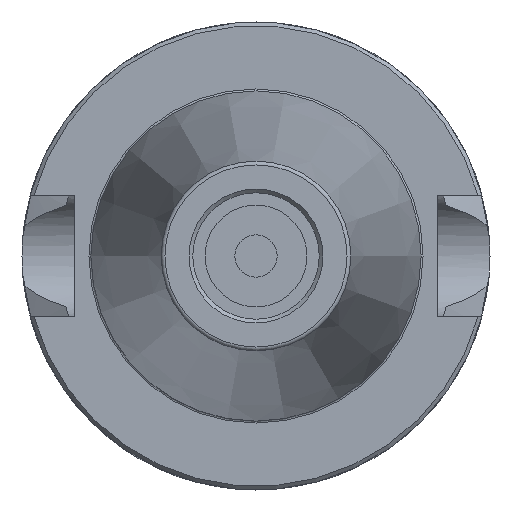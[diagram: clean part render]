
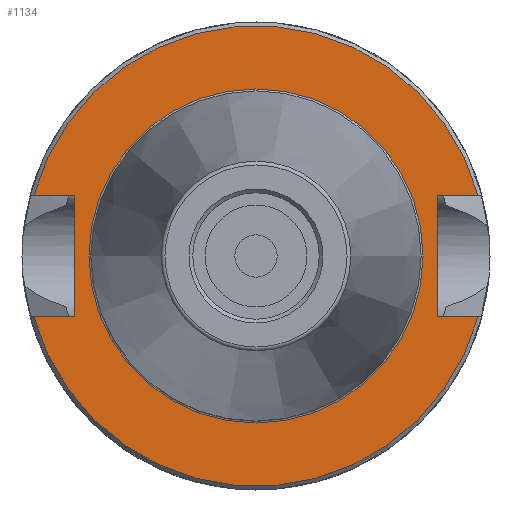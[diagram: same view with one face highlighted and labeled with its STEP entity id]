
A CAD part, left-side view. The second image highlights one B-rep face of the part: STEP entity #1134.
In plain terms, the highlighted planar face has unit normal (-1, 0, 0).
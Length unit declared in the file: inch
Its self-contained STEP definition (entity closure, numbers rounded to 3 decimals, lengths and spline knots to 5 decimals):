
#34=FACE_BOUND('',#381,.T.);
#148=LINE('',#1855,#213);
#154=LINE('',#1868,#219);
#156=LINE('',#1880,#221);
#158=LINE('',#1942,#223);
#164=LINE('',#1955,#229);
#167=LINE('',#1969,#232);
#213=VECTOR('',#1500,39.37008);
#219=VECTOR('',#1508,39.37008);
#221=VECTOR('',#1512,39.37008);
#223=VECTOR('',#1520,39.37008);
#229=VECTOR('',#1528,39.37008);
#232=VECTOR('',#1533,39.37008);
#310=FACE_OUTER_BOUND('',#380,.T.);
#380=EDGE_LOOP('',(#992,#993,#994,#995,#996,#997,#998,#999));
#381=EDGE_LOOP('',(#1000));
#428=CIRCLE('',#1253,0.885);
#441=CIRCLE('',#1275,1.22);
#444=CIRCLE('',#1279,1.22);
#512=VERTEX_POINT('',#1849);
#513=VERTEX_POINT('',#1854);
#518=VERTEX_POINT('',#1865);
#519=VERTEX_POINT('',#1867);
#530=VERTEX_POINT('',#1936);
#531=VERTEX_POINT('',#1941);
#536=VERTEX_POINT('',#1952);
#537=VERTEX_POINT('',#1954);
#547=VERTEX_POINT('',#2021);
#648=EDGE_CURVE('',#512,#513,#148,.T.);
#654=EDGE_CURVE('',#518,#519,#154,.T.);
#658=EDGE_CURVE('',#513,#518,#156,.T.);
#669=EDGE_CURVE('',#531,#530,#158,.T.);
#675=EDGE_CURVE('',#537,#536,#164,.T.);
#680=EDGE_CURVE('',#531,#536,#167,.T.);
#690=EDGE_CURVE('',#547,#547,#428,.T.);
#708=EDGE_CURVE('',#512,#537,#441,.T.);
#711=EDGE_CURVE('',#530,#519,#444,.T.);
#992=ORIENTED_EDGE('',*,*,#654,.F.);
#993=ORIENTED_EDGE('',*,*,#658,.F.);
#994=ORIENTED_EDGE('',*,*,#648,.F.);
#995=ORIENTED_EDGE('',*,*,#708,.T.);
#996=ORIENTED_EDGE('',*,*,#675,.T.);
#997=ORIENTED_EDGE('',*,*,#680,.F.);
#998=ORIENTED_EDGE('',*,*,#669,.T.);
#999=ORIENTED_EDGE('',*,*,#711,.T.);
#1000=ORIENTED_EDGE('',*,*,#690,.T.);
#1077=PLANE('',#1280);
#1134=ADVANCED_FACE('',(#310,#34),#1077,.F.);
#1253=AXIS2_PLACEMENT_3D('',#2022,#1547,#1548);
#1275=AXIS2_PLACEMENT_3D('',#2059,#1596,#1597);
#1279=AXIS2_PLACEMENT_3D('',#2063,#1604,#1605);
#1280=AXIS2_PLACEMENT_3D('',#2064,#1606,#1607);
#1500=DIRECTION('',(0.,-1.,0.));
#1508=DIRECTION('',(0.,1.,0.));
#1512=DIRECTION('',(0.,0.,1.));
#1520=DIRECTION('',(0.,-1.,0.));
#1528=DIRECTION('',(0.,1.,0.));
#1533=DIRECTION('',(0.,0.,-1.));
#1547=DIRECTION('center_axis',(1.,0.,0.));
#1548=DIRECTION('ref_axis',(0.,1.,0.));
#1596=DIRECTION('center_axis',(-1.,0.,0.));
#1597=DIRECTION('ref_axis',(0.,1.,0.));
#1604=DIRECTION('center_axis',(-1.,0.,0.));
#1605=DIRECTION('ref_axis',(0.,1.,0.));
#1606=DIRECTION('center_axis',(1.,0.,0.));
#1607=DIRECTION('ref_axis',(0.,1.,0.));
#1849=CARTESIAN_POINT('',(0.04,1.1766,-0.3225));
#1854=CARTESIAN_POINT('',(0.04,0.96,-0.3225));
#1855=CARTESIAN_POINT('',(0.04,0.875,-0.3225));
#1865=CARTESIAN_POINT('',(0.04,0.96,0.3225));
#1867=CARTESIAN_POINT('',(0.04,1.1766,0.3225));
#1868=CARTESIAN_POINT('',(0.04,0.875,0.3225));
#1880=CARTESIAN_POINT('',(0.04,0.96,0.));
#1936=CARTESIAN_POINT('',(0.04,-1.1766,0.3225));
#1941=CARTESIAN_POINT('',(0.04,-0.96,0.3225));
#1942=CARTESIAN_POINT('',(0.04,0.875,0.3225));
#1952=CARTESIAN_POINT('',(0.04,-0.96,-0.3225));
#1954=CARTESIAN_POINT('',(0.04,-1.1766,-0.3225));
#1955=CARTESIAN_POINT('',(0.04,0.875,-0.3225));
#1969=CARTESIAN_POINT('',(0.04,-0.96,0.));
#2021=CARTESIAN_POINT('',(0.04,-0.885,0.));
#2022=CARTESIAN_POINT('Origin',(0.04,0.,0.));
#2059=CARTESIAN_POINT('Origin',(0.04,0.,0.));
#2063=CARTESIAN_POINT('Origin',(0.04,0.,0.));
#2064=CARTESIAN_POINT('Origin',(0.04,0.875,0.));
